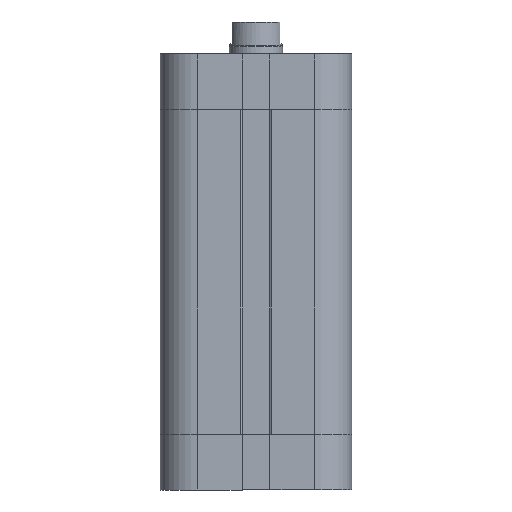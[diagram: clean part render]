
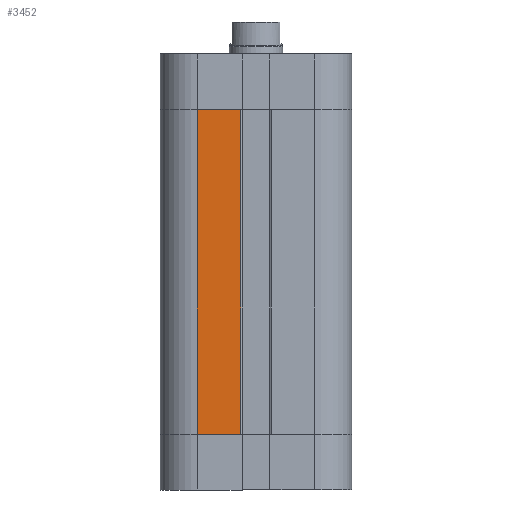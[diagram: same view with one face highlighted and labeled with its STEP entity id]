
A CAD part, front view. The second image highlights one B-rep face of the part: STEP entity #3452.
In plain terms, the highlighted planar face has unit normal (0, -1, 0).
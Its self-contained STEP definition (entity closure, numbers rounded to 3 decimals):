
#2838=CARTESIAN_POINT('',(11.,-18.0,-30.5));
#2839=VERTEX_POINT('',#2838);
#2847=CARTESIAN_POINT('',(2.9,-18.0,-30.5));
#2848=VERTEX_POINT('',#2847);
#2849=CARTESIAN_POINT('',(2.9,-18.0,-30.5));
#2850=DIRECTION('',(1.0,0.0,0.0));
#2851=VECTOR('',#2850,8.1);
#2852=LINE('',#2849,#2851);
#2853=EDGE_CURVE('',#2848,#2839,#2852,.T.);
#3409=CARTESIAN_POINT('',(11.,-18.0,30.5));
#3410=VERTEX_POINT('',#3409);
#3418=CARTESIAN_POINT('',(11.,-18.0,-30.5));
#3419=DIRECTION('',(0.0,0.0,1.0));
#3420=VECTOR('',#3419,61.0);
#3421=LINE('',#3418,#3420);
#3422=EDGE_CURVE('',#2839,#3410,#3421,.T.);
#3429=CARTESIAN_POINT('',(11.,-18.0,0.0));
#3430=DIRECTION('',(0.0,-1.0,0.0));
#3431=DIRECTION('',(0.0,0.0,-1.0));
#3432=AXIS2_PLACEMENT_3D('',#3429,#3430,#3431);
#3433=PLANE('',#3432);
#3434=CARTESIAN_POINT('',(2.9,-18.0,30.5));
#3435=VERTEX_POINT('',#3434);
#3436=CARTESIAN_POINT('',(11.,-18.0,30.5));
#3437=DIRECTION('',(-1.0,0.0,0.0));
#3438=VECTOR('',#3437,8.1);
#3439=LINE('',#3436,#3438);
#3440=EDGE_CURVE('',#3410,#3435,#3439,.T.);
#3441=ORIENTED_EDGE('',*,*,#3440,.T.);
#3442=CARTESIAN_POINT('',(2.9,-18.0,-30.5));
#3443=DIRECTION('',(0.0,0.0,1.0));
#3444=VECTOR('',#3443,61.0);
#3445=LINE('',#3442,#3444);
#3446=EDGE_CURVE('',#2848,#3435,#3445,.T.);
#3447=ORIENTED_EDGE('',*,*,#3446,.F.);
#3448=ORIENTED_EDGE('',*,*,#2853,.T.);
#3449=ORIENTED_EDGE('',*,*,#3422,.T.);
#3450=EDGE_LOOP('',(#3441,#3447,#3448,#3449));
#3451=FACE_OUTER_BOUND('',#3450,.T.);
#3452=ADVANCED_FACE('',(#3451),#3433,.T.);
